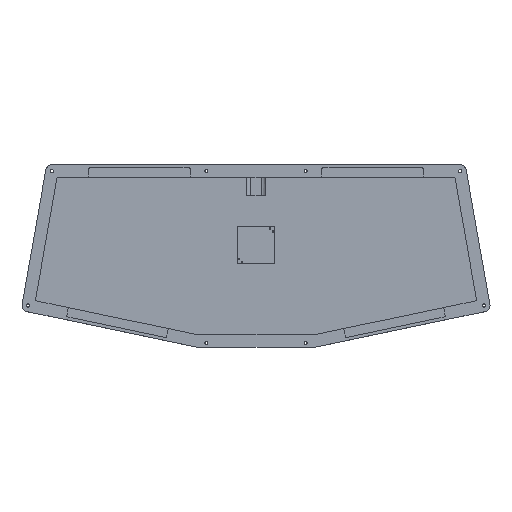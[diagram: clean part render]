
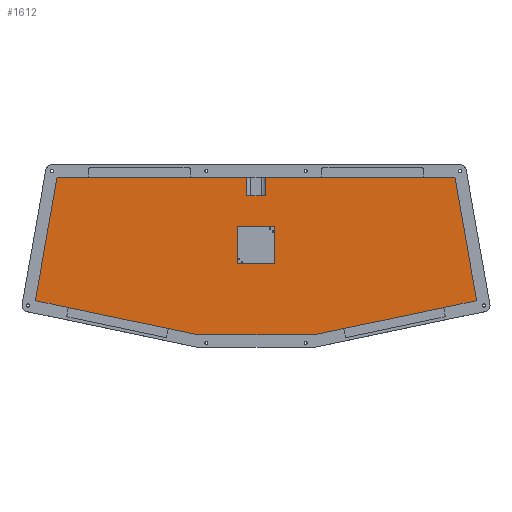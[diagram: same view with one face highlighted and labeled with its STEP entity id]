
A CAD part, top view. The second image highlights one B-rep face of the part: STEP entity #1612.
In plain terms, the highlighted planar face has unit normal (0, 0, 1).
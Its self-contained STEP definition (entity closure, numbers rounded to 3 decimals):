
#22=FACE_BOUND('',#209,.T.);
#54=PLANE('',#1736);
#111=FACE_OUTER_BOUND('',#208,.T.);
#208=EDGE_LOOP('',(#1135,#1136,#1137,#1138,#1139,#1140,#1141,#1142,#1143,
#1144,#1145,#1146,#1147,#1148));
#209=EDGE_LOOP('',(#1149,#1150,#1151,#1152));
#323=LINE('',#2426,#475);
#327=LINE('',#2434,#479);
#330=LINE('',#2440,#482);
#333=LINE('',#2445,#485);
#335=LINE('',#2453,#487);
#336=LINE('',#2457,#488);
#337=LINE('',#2459,#489);
#338=LINE('',#2461,#490);
#339=LINE('',#2463,#491);
#340=LINE('',#2465,#492);
#341=LINE('',#2469,#493);
#342=LINE('',#2473,#494);
#343=LINE('',#2475,#495);
#344=LINE('',#2476,#496);
#475=VECTOR('',#1926,10.);
#479=VECTOR('',#1932,10.);
#482=VECTOR('',#1937,10.);
#485=VECTOR('',#1942,10.);
#487=VECTOR('',#1950,10.);
#488=VECTOR('',#1953,10.);
#489=VECTOR('',#1954,10.);
#490=VECTOR('',#1955,10.);
#491=VECTOR('',#1956,10.);
#492=VECTOR('',#1957,10.);
#493=VECTOR('',#1960,10.);
#494=VECTOR('',#1963,10.);
#495=VECTOR('',#1964,10.);
#496=VECTOR('',#1965,10.);
#631=CIRCLE('',#1737,1.);
#632=CIRCLE('',#1738,1.);
#633=CIRCLE('',#1739,1.);
#634=CIRCLE('',#1740,1.);
#713=VERTEX_POINT('',#2424);
#714=VERTEX_POINT('',#2425);
#717=VERTEX_POINT('',#2433);
#719=VERTEX_POINT('',#2439);
#721=VERTEX_POINT('',#2449);
#722=VERTEX_POINT('',#2450);
#723=VERTEX_POINT('',#2452);
#724=VERTEX_POINT('',#2454);
#725=VERTEX_POINT('',#2456);
#726=VERTEX_POINT('',#2458);
#727=VERTEX_POINT('',#2460);
#728=VERTEX_POINT('',#2462);
#729=VERTEX_POINT('',#2464);
#730=VERTEX_POINT('',#2466);
#731=VERTEX_POINT('',#2468);
#732=VERTEX_POINT('',#2470);
#733=VERTEX_POINT('',#2472);
#734=VERTEX_POINT('',#2474);
#873=EDGE_CURVE('',#713,#714,#323,.T.);
#877=EDGE_CURVE('',#717,#713,#327,.T.);
#880=EDGE_CURVE('',#719,#717,#330,.T.);
#883=EDGE_CURVE('',#714,#719,#333,.T.);
#885=EDGE_CURVE('',#721,#722,#631,.T.);
#886=EDGE_CURVE('',#723,#722,#335,.T.);
#887=EDGE_CURVE('',#723,#724,#632,.T.);
#888=EDGE_CURVE('',#725,#724,#336,.T.);
#889=EDGE_CURVE('',#725,#726,#337,.F.);
#890=EDGE_CURVE('',#726,#727,#338,.T.);
#891=EDGE_CURVE('',#728,#727,#339,.T.);
#892=EDGE_CURVE('',#729,#728,#340,.T.);
#893=EDGE_CURVE('',#729,#730,#633,.T.);
#894=EDGE_CURVE('',#731,#730,#341,.T.);
#895=EDGE_CURVE('',#731,#732,#634,.T.);
#896=EDGE_CURVE('',#733,#732,#342,.T.);
#897=EDGE_CURVE('',#734,#733,#343,.T.);
#898=EDGE_CURVE('',#721,#734,#344,.T.);
#1135=ORIENTED_EDGE('',*,*,#885,.T.);
#1136=ORIENTED_EDGE('',*,*,#886,.F.);
#1137=ORIENTED_EDGE('',*,*,#887,.T.);
#1138=ORIENTED_EDGE('',*,*,#888,.F.);
#1139=ORIENTED_EDGE('',*,*,#889,.T.);
#1140=ORIENTED_EDGE('',*,*,#890,.T.);
#1141=ORIENTED_EDGE('',*,*,#891,.F.);
#1142=ORIENTED_EDGE('',*,*,#892,.F.);
#1143=ORIENTED_EDGE('',*,*,#893,.T.);
#1144=ORIENTED_EDGE('',*,*,#894,.F.);
#1145=ORIENTED_EDGE('',*,*,#895,.T.);
#1146=ORIENTED_EDGE('',*,*,#896,.F.);
#1147=ORIENTED_EDGE('',*,*,#897,.F.);
#1148=ORIENTED_EDGE('',*,*,#898,.F.);
#1149=ORIENTED_EDGE('',*,*,#873,.T.);
#1150=ORIENTED_EDGE('',*,*,#883,.T.);
#1151=ORIENTED_EDGE('',*,*,#880,.T.);
#1152=ORIENTED_EDGE('',*,*,#877,.T.);
#1612=ADVANCED_FACE('',(#111,#22),#54,.T.);
#1736=AXIS2_PLACEMENT_3D('',#2448,#1946,#1947);
#1737=AXIS2_PLACEMENT_3D('',#2451,#1948,#1949);
#1738=AXIS2_PLACEMENT_3D('',#2455,#1951,#1952);
#1739=AXIS2_PLACEMENT_3D('',#2467,#1958,#1959);
#1740=AXIS2_PLACEMENT_3D('',#2471,#1961,#1962);
#1926=DIRECTION('',(-1.,0.,0.));
#1932=DIRECTION('',(0.,-1.,0.));
#1937=DIRECTION('',(1.,0.,0.));
#1942=DIRECTION('',(0.,1.,0.));
#1946=DIRECTION('center_axis',(0.,0.,1.));
#1947=DIRECTION('ref_axis',(1.,0.,0.));
#1948=DIRECTION('center_axis',(0.,0.,1.));
#1949=DIRECTION('ref_axis',(0.828,-0.56,0.));
#1950=DIRECTION('',(0.174,-0.985,0.));
#1951=DIRECTION('center_axis',(0.,0.,1.));
#1952=DIRECTION('ref_axis',(0.643,0.766,0.));
#1953=DIRECTION('',(1.,0.,0.));
#1954=DIRECTION('',(0.,1.,0.));
#1955=DIRECTION('',(-1.,0.,0.));
#1956=DIRECTION('',(0.,-1.,0.));
#1957=DIRECTION('',(1.,0.,0.));
#1958=DIRECTION('center_axis',(0.,0.,1.));
#1959=DIRECTION('ref_axis',(-0.643,0.766,0.));
#1960=DIRECTION('',(0.174,0.985,0.));
#1961=DIRECTION('center_axis',(0.,0.,1.));
#1962=DIRECTION('ref_axis',(-0.828,-0.56,0.));
#1963=DIRECTION('',(-0.979,0.205,0.));
#1964=DIRECTION('',(-1.,0.,0.));
#1965=DIRECTION('',(-0.979,-0.205,0.));
#2424=CARTESIAN_POINT('',(71.056,-84.512,8.));
#2425=CARTESIAN_POINT('',(47.056,-84.512,8.));
#2426=CARTESIAN_POINT('',(65.056,-84.512,8.));
#2433=CARTESIAN_POINT('',(71.056,-60.512,8.));
#2434=CARTESIAN_POINT('',(71.056,-69.985,8.));
#2439=CARTESIAN_POINT('',(47.056,-60.512,8.));
#2440=CARTESIAN_POINT('',(53.056,-60.512,8.));
#2445=CARTESIAN_POINT('',(47.056,-81.985,8.));
#2448=CARTESIAN_POINT('Origin',(59.056,-79.457,8.));
#2449=CARTESIAN_POINT('',(200.814,-108.555,8.));
#2450=CARTESIAN_POINT('',(201.593,-107.402,8.));
#2451=CARTESIAN_POINT('Origin',(200.609,-107.576,8.));
#2452=CARTESIAN_POINT('',(187.83,-29.338,8.));
#2453=CARTESIAN_POINT('',(197.14,-82.142,8.));
#2454=CARTESIAN_POINT('',(186.846,-28.512,8.));
#2455=CARTESIAN_POINT('Origin',(186.846,-29.512,8.));
#2456=CARTESIAN_POINT('',(65.157,-28.512,8.));
#2457=CARTESIAN_POINT('',(123.37,-28.512,8.));
#2458=CARTESIAN_POINT('',(65.157,-40.512,8.));
#2459=CARTESIAN_POINT('',(65.157,-20.512,8.));
#2460=CARTESIAN_POINT('',(52.976,-40.512,8.));
#2461=CARTESIAN_POINT('',(59.061,-40.512,8.));
#2462=CARTESIAN_POINT('',(52.976,-28.512,8.));
#2463=CARTESIAN_POINT('',(52.976,-20.512,8.));
#2464=CARTESIAN_POINT('',(-68.733,-28.512,8.));
#2465=CARTESIAN_POINT('',(123.37,-28.512,8.));
#2466=CARTESIAN_POINT('',(-69.718,-29.338,8.));
#2467=CARTESIAN_POINT('Origin',(-68.733,-29.512,8.));
#2468=CARTESIAN_POINT('',(-83.482,-107.402,8.));
#2469=CARTESIAN_POINT('',(-71.989,-42.219,8.));
#2470=CARTESIAN_POINT('',(-82.703,-108.554,8.));
#2471=CARTESIAN_POINT('Origin',(-82.497,-107.575,8.));
#2472=CARTESIAN_POINT('',(21.504,-130.403,8.));
#2473=CARTESIAN_POINT('',(-18.204,-122.077,8.));
#2474=CARTESIAN_POINT('',(96.607,-130.403,8.));
#2475=CARTESIAN_POINT('',(40.28,-130.403,8.));
#2476=CARTESIAN_POINT('',(83.738,-133.101,8.));
